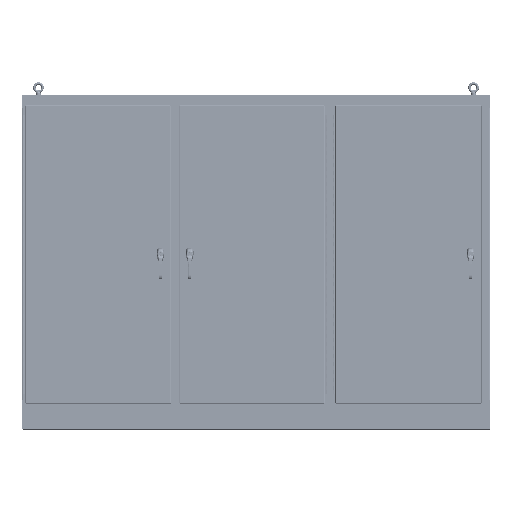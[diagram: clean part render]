
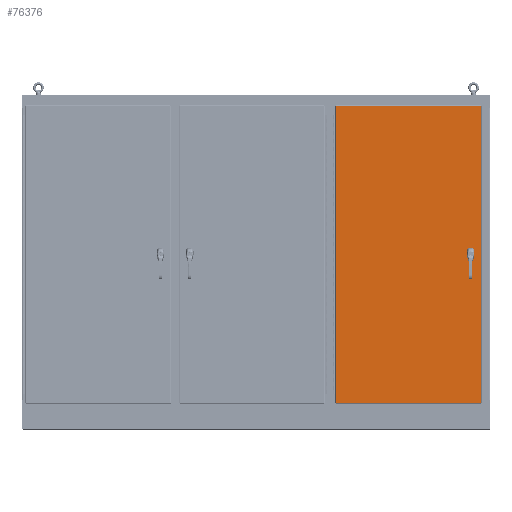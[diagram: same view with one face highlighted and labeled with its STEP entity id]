
A CAD part, top view. The second image highlights one B-rep face of the part: STEP entity #76376.
In plain terms, the highlighted planar face has unit normal (0, 0, 1).
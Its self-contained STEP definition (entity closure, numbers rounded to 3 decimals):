
#9076=LINE('',#165252,#14812);
#9080=LINE('',#165264,#14816);
#9084=LINE('',#165276,#14820);
#9088=LINE('',#165288,#14824);
#9107=LINE('',#165356,#14843);
#9119=LINE('',#165470,#14855);
#9134=LINE('',#165590,#14870);
#9149=LINE('',#165709,#14885);
#14812=VECTOR('',#104406,0.427);
#14816=VECTOR('',#104418,0.427);
#14820=VECTOR('',#104430,0.427);
#14824=VECTOR('',#104442,0.427);
#14843=VECTOR('',#104497,74.563);
#14855=VECTOR('',#104521,36.25);
#14870=VECTOR('',#104550,74.563);
#14885=VECTOR('',#104579,36.25);
#17338=PLANE('',#84192);
#18326=FACE_BOUND('',#27570,.T.);
#18327=FACE_BOUND('',#27571,.T.);
#18328=FACE_BOUND('',#27572,.T.);
#18329=FACE_BOUND('',#27573,.T.);
#22193=FACE_OUTER_BOUND('',#27569,.T.);
#27569=EDGE_LOOP('',(#67498,#67499,#67500,#67501));
#27570=EDGE_LOOP('',(#67502,#67503,#67504,#67505,#67506,#67507,#67508,#67509));
#27571=EDGE_LOOP('',(#67510));
#27572=EDGE_LOOP('',(#67511));
#27573=EDGE_LOOP('',(#67512));
#31461=CIRCLE('',#84138,0.453);
#31463=CIRCLE('',#84142,0.453);
#31465=CIRCLE('',#84146,0.453);
#31467=CIRCLE('',#84150,0.453);
#31469=CIRCLE('',#84153,0.141);
#31471=CIRCLE('',#84156,0.141);
#31473=CIRCLE('',#84159,0.141);
#37913=VERTEX_POINT('',#165249);
#37914=VERTEX_POINT('',#165251);
#37916=VERTEX_POINT('',#165257);
#37918=VERTEX_POINT('',#165263);
#37920=VERTEX_POINT('',#165269);
#37922=VERTEX_POINT('',#165275);
#37924=VERTEX_POINT('',#165281);
#37926=VERTEX_POINT('',#165287);
#37928=VERTEX_POINT('',#165296);
#37930=VERTEX_POINT('',#165301);
#37932=VERTEX_POINT('',#165306);
#37946=VERTEX_POINT('',#165344);
#37947=VERTEX_POINT('',#165355);
#37955=VERTEX_POINT('',#165459);
#37965=VERTEX_POINT('',#165579);
#47801=EDGE_CURVE('',#37914,#37913,#9076,.T.);
#47804=EDGE_CURVE('',#37916,#37914,#31461,.T.);
#47807=EDGE_CURVE('',#37918,#37916,#9080,.T.);
#47810=EDGE_CURVE('',#37920,#37918,#31463,.T.);
#47813=EDGE_CURVE('',#37922,#37920,#9084,.T.);
#47816=EDGE_CURVE('',#37924,#37922,#31465,.T.);
#47819=EDGE_CURVE('',#37926,#37924,#9088,.T.);
#47822=EDGE_CURVE('',#37913,#37926,#31467,.T.);
#47824=EDGE_CURVE('',#37928,#37928,#31469,.T.);
#47826=EDGE_CURVE('',#37930,#37930,#31471,.T.);
#47828=EDGE_CURVE('',#37932,#37932,#31473,.T.);
#47847=EDGE_CURVE('',#37947,#37946,#9107,.T.);
#47863=EDGE_CURVE('',#37946,#37955,#9119,.T.);
#47882=EDGE_CURVE('',#37955,#37965,#9134,.T.);
#47901=EDGE_CURVE('',#37965,#37947,#9149,.T.);
#67498=ORIENTED_EDGE('',*,*,#47847,.T.);
#67499=ORIENTED_EDGE('',*,*,#47863,.T.);
#67500=ORIENTED_EDGE('',*,*,#47882,.T.);
#67501=ORIENTED_EDGE('',*,*,#47901,.T.);
#67502=ORIENTED_EDGE('',*,*,#47801,.T.);
#67503=ORIENTED_EDGE('',*,*,#47822,.T.);
#67504=ORIENTED_EDGE('',*,*,#47819,.T.);
#67505=ORIENTED_EDGE('',*,*,#47816,.T.);
#67506=ORIENTED_EDGE('',*,*,#47813,.T.);
#67507=ORIENTED_EDGE('',*,*,#47810,.T.);
#67508=ORIENTED_EDGE('',*,*,#47807,.T.);
#67509=ORIENTED_EDGE('',*,*,#47804,.T.);
#67510=ORIENTED_EDGE('',*,*,#47824,.T.);
#67511=ORIENTED_EDGE('',*,*,#47826,.T.);
#67512=ORIENTED_EDGE('',*,*,#47828,.T.);
#76376=ADVANCED_FACE('',(#22193,#18326,#18327,#18328,#18329),#17338,.T.);
#84138=AXIS2_PLACEMENT_3D('',#165258,#104412,#104413);
#84142=AXIS2_PLACEMENT_3D('',#165270,#104424,#104425);
#84146=AXIS2_PLACEMENT_3D('',#165282,#104436,#104437);
#84150=AXIS2_PLACEMENT_3D('',#165292,#104448,#104449);
#84153=AXIS2_PLACEMENT_3D('',#165297,#104454,#104455);
#84156=AXIS2_PLACEMENT_3D('',#165302,#104460,#104461);
#84159=AXIS2_PLACEMENT_3D('',#165307,#104466,#104467);
#84192=AXIS2_PLACEMENT_3D('',#165812,#104604,#104605);
#104406=DIRECTION('',(0.,1.,0.));
#104412=DIRECTION('center_axis',(0.,0.,-1.));
#104413=DIRECTION('ref_axis',(-0.882,-0.471,0.));
#104418=DIRECTION('',(-1.,0.,0.));
#104424=DIRECTION('center_axis',(0.,0.,-1.));
#104425=DIRECTION('ref_axis',(0.471,-0.882,0.));
#104430=DIRECTION('',(0.,-1.,0.));
#104436=DIRECTION('center_axis',(0.,0.,-1.));
#104437=DIRECTION('ref_axis',(0.882,0.471,0.));
#104442=DIRECTION('',(1.,0.,0.));
#104448=DIRECTION('center_axis',(0.,0.,-1.));
#104449=DIRECTION('ref_axis',(-0.471,0.882,0.));
#104454=DIRECTION('center_axis',(0.,0.,-1.));
#104455=DIRECTION('ref_axis',(-1.,0.,0.));
#104460=DIRECTION('center_axis',(0.,0.,-1.));
#104461=DIRECTION('ref_axis',(-1.,0.,0.));
#104466=DIRECTION('center_axis',(0.,0.,-1.));
#104467=DIRECTION('ref_axis',(-1.,0.,0.));
#104497=DIRECTION('',(0.,-1.,0.));
#104521=DIRECTION('',(1.,0.,0.));
#104550=DIRECTION('',(0.,1.,0.));
#104579=DIRECTION('',(-1.,0.,0.));
#104604=DIRECTION('center_axis',(0.,0.,1.));
#104605=DIRECTION('ref_axis',(1.,0.,0.));
#165249=CARTESIAN_POINT('',(33.538,37.714,0.125));
#165251=CARTESIAN_POINT('',(33.538,37.286,0.125));
#165252=CARTESIAN_POINT('',(33.538,37.607,0.125));
#165257=CARTESIAN_POINT('',(33.724,37.1,0.125));
#165258=CARTESIAN_POINT('Origin',(33.938,37.5,0.125));
#165263=CARTESIAN_POINT('',(34.151,37.101,0.125));
#165264=CARTESIAN_POINT('',(26.034,37.1,0.125));
#165269=CARTESIAN_POINT('',(34.337,37.286,0.125));
#165270=CARTESIAN_POINT('Origin',(33.938,37.5,0.125));
#165275=CARTESIAN_POINT('',(34.337,37.714,0.125));
#165276=CARTESIAN_POINT('',(34.337,37.393,0.125));
#165281=CARTESIAN_POINT('',(34.151,37.9,0.125));
#165282=CARTESIAN_POINT('Origin',(33.937,37.5,0.125));
#165287=CARTESIAN_POINT('',(33.724,37.899,0.125));
#165288=CARTESIAN_POINT('',(26.247,37.899,0.125));
#165292=CARTESIAN_POINT('Origin',(33.938,37.5,0.125));
#165296=CARTESIAN_POINT('',(34.078,38.385,0.125));
#165297=CARTESIAN_POINT('Origin',(33.938,38.385,0.125));
#165301=CARTESIAN_POINT('',(34.078,36.614,0.125));
#165302=CARTESIAN_POINT('Origin',(33.938,36.614,0.125));
#165306=CARTESIAN_POINT('',(34.078,36.122,0.125));
#165307=CARTESIAN_POINT('Origin',(33.938,36.122,0.125));
#165344=CARTESIAN_POINT('',(0.219,0.219,0.125));
#165355=CARTESIAN_POINT('',(0.219,74.781,0.125));
#165356=CARTESIAN_POINT('',(0.219,56.141,0.125));
#165459=CARTESIAN_POINT('',(36.469,0.219,0.125));
#165470=CARTESIAN_POINT('',(9.281,0.219,0.125));
#165579=CARTESIAN_POINT('',(36.469,74.781,0.125));
#165590=CARTESIAN_POINT('',(36.469,18.859,0.125));
#165709=CARTESIAN_POINT('',(27.406,74.781,0.125));
#165812=CARTESIAN_POINT('Origin',(18.344,37.5,0.125));
